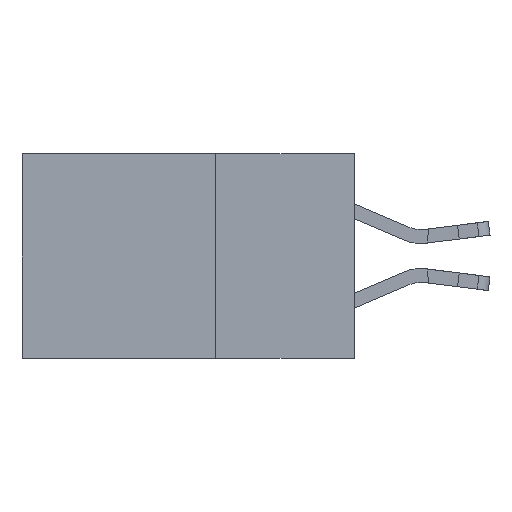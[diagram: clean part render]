
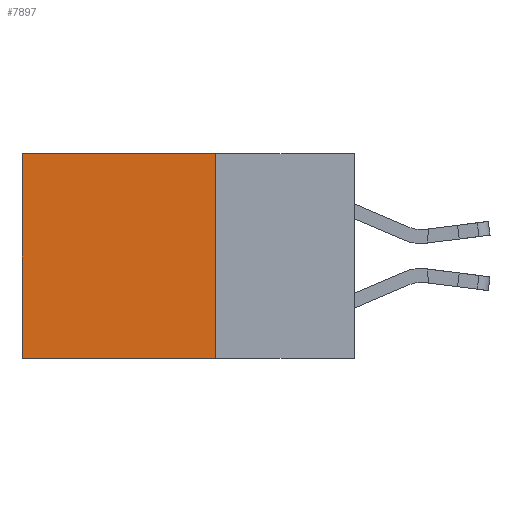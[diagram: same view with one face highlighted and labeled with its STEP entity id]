
A CAD part, left-side view. The second image highlights one B-rep face of the part: STEP entity #7897.
In plain terms, the highlighted planar face has unit normal (-1, 0, 0).
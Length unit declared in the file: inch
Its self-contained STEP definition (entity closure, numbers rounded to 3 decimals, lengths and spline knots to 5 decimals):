
#38 = FACE_OUTER_BOUND ( 'NONE', #1716, .T. ) ;
#619 = CARTESIAN_POINT ( 'NONE',  ( 0.2615, 0.25, 0. ) ) ;
#717 = LINE ( 'NONE', #619, #9011 ) ;
#759 = AXIS2_PLACEMENT_3D ( 'NONE', #13639, #13744, #12065 ) ;
#1188 = VECTOR ( 'NONE', #5155, 39.37008 ) ;
#1716 = EDGE_LOOP ( 'NONE', ( #6670, #11608, #17984, #3959 ) ) ;
#3288 = VECTOR ( 'NONE', #11880, 39.37008 ) ;
#3959 = ORIENTED_EDGE ( 'NONE', *, *, #10629, .T. ) ;
#4962 = CARTESIAN_POINT ( 'NONE',  ( 0.2615, 0.25, -0.37 ) ) ;
#5155 = DIRECTION ( 'NONE',  ( 0., 0., -1. ) ) ;
#5815 = DIRECTION ( 'NONE',  ( 0., 1., 0. ) ) ;
#6670 = ORIENTED_EDGE ( 'NONE', *, *, #15061, .T. ) ;
#6826 = PLANE ( 'NONE',  #759 ) ;
#6907 = VECTOR ( 'NONE', #8757, 39.37008 ) ;
#7264 = CARTESIAN_POINT ( 'NONE',  ( 0.2615, 0.6, -0.37 ) ) ;
#7897 = ADVANCED_FACE ( 'NONE', ( #38 ), #6826, .F. ) ;
#8169 = EDGE_CURVE ( 'NONE', #16616, #16896, #13051, .T. ) ;
#8757 = DIRECTION ( 'NONE',  ( 0., 0., -1. ) ) ;
#9011 = VECTOR ( 'NONE', #5815, 39.37008 ) ;
#10263 = LINE ( 'NONE', #18543, #1188 ) ;
#10569 = LINE ( 'NONE', #7264, #6907 ) ;
#10629 = EDGE_CURVE ( 'NONE', #16747, #11012, #717, .T. ) ;
#11012 = VERTEX_POINT ( 'NONE', #18957 ) ;
#11608 = ORIENTED_EDGE ( 'NONE', *, *, #8169, .F. ) ;
#11880 = DIRECTION ( 'NONE',  ( 0., 1., 0. ) ) ;
#12065 = DIRECTION ( 'NONE',  ( 0., 0., -1. ) ) ;
#13051 = LINE ( 'NONE', #4962, #3288 ) ;
#13639 = CARTESIAN_POINT ( 'NONE',  ( 0.2615, 0.25, -0.37 ) ) ;
#13744 = DIRECTION ( 'NONE',  ( 1., 0., 0. ) ) ;
#14340 = CARTESIAN_POINT ( 'NONE',  ( 0.2615, 0.6, -0.37 ) ) ;
#14380 = EDGE_CURVE ( 'NONE', #16747, #16616, #10263, .T. ) ;
#15061 = EDGE_CURVE ( 'NONE', #11012, #16896, #10569, .T. ) ;
#16544 = CARTESIAN_POINT ( 'NONE',  ( 0.2615, 0.25, -0.37 ) ) ;
#16616 = VERTEX_POINT ( 'NONE', #16544 ) ;
#16747 = VERTEX_POINT ( 'NONE', #21763 ) ;
#16896 = VERTEX_POINT ( 'NONE', #14340 ) ;
#17984 = ORIENTED_EDGE ( 'NONE', *, *, #14380, .F. ) ;
#18543 = CARTESIAN_POINT ( 'NONE',  ( 0.2615, 0.25, -0.37 ) ) ;
#18957 = CARTESIAN_POINT ( 'NONE',  ( 0.2615, 0.6, 0. ) ) ;
#21763 = CARTESIAN_POINT ( 'NONE',  ( 0.2615, 0.25, 0. ) ) ;
